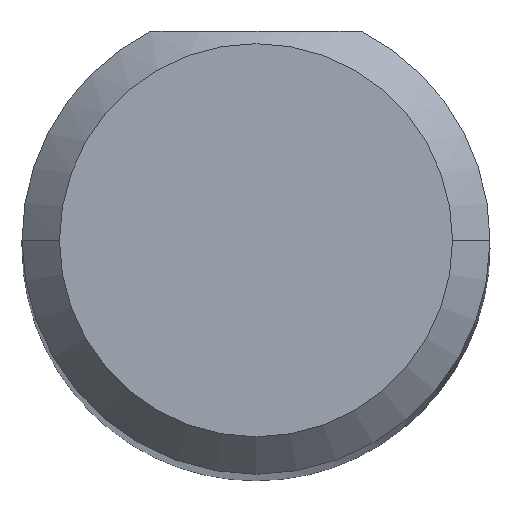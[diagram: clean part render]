
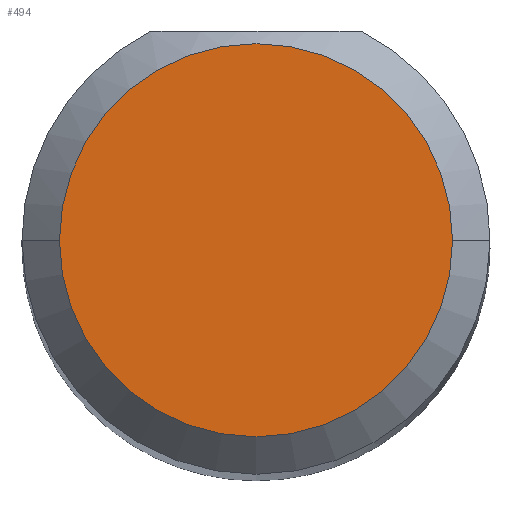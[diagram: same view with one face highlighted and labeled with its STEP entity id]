
A CAD part, top view. The second image highlights one B-rep face of the part: STEP entity #494.
In plain terms, the highlighted planar face has unit normal (0, 0, 1).
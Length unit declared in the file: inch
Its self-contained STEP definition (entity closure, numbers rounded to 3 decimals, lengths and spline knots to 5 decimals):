
#3 = ORIENTED_EDGE ( 'NONE', *, *, #415, .T. ) ;
#79 = VERTEX_POINT ( 'NONE', #470 ) ;
#98 = CIRCLE ( 'NONE', #435, 0.07875 ) ;
#125 = DIRECTION ( 'NONE',  ( 0., 0., 1. ) ) ;
#146 = DIRECTION ( 'NONE',  ( 1., 0., 0. ) ) ;
#160 = DIRECTION ( 'NONE',  ( 0., 0., 1. ) ) ;
#233 = DIRECTION ( 'NONE',  ( 1., 0., 0. ) ) ;
#265 = DIRECTION ( 'NONE',  ( 1., 0., 0. ) ) ;
#279 = EDGE_CURVE ( 'NONE', #79, #343, #313, .T. ) ;
#313 = CIRCLE ( 'NONE', #613, 0.07875 ) ;
#343 = VERTEX_POINT ( 'NONE', #515 ) ;
#415 = EDGE_CURVE ( 'NONE', #343, #79, #98, .T. ) ;
#435 = AXIS2_PLACEMENT_3D ( 'NONE', #619, #160, #265 ) ;
#455 = DIRECTION ( 'NONE',  ( 0., 0., 1. ) ) ;
#470 = CARTESIAN_POINT ( 'NONE',  ( 0.07875, 0., 2. ) ) ;
#486 = PLANE ( 'NONE',  #557 ) ;
#494 = ADVANCED_FACE ( 'NONE', ( #638 ), #486, .T. ) ;
#515 = CARTESIAN_POINT ( 'NONE',  ( -0.07875, 0., 2. ) ) ;
#557 = AXIS2_PLACEMENT_3D ( 'NONE', #587, #125, #233 ) ;
#562 = EDGE_LOOP ( 'NONE', ( #3, #660 ) ) ;
#587 = CARTESIAN_POINT ( 'NONE',  ( 0., 0., 2. ) ) ;
#610 = CARTESIAN_POINT ( 'NONE',  ( 0., 0., 2. ) ) ;
#613 = AXIS2_PLACEMENT_3D ( 'NONE', #610, #455, #146 ) ;
#619 = CARTESIAN_POINT ( 'NONE',  ( 0., 0., 2. ) ) ;
#638 = FACE_OUTER_BOUND ( 'NONE', #562, .T. ) ;
#660 = ORIENTED_EDGE ( 'NONE', *, *, #279, .T. ) ;
